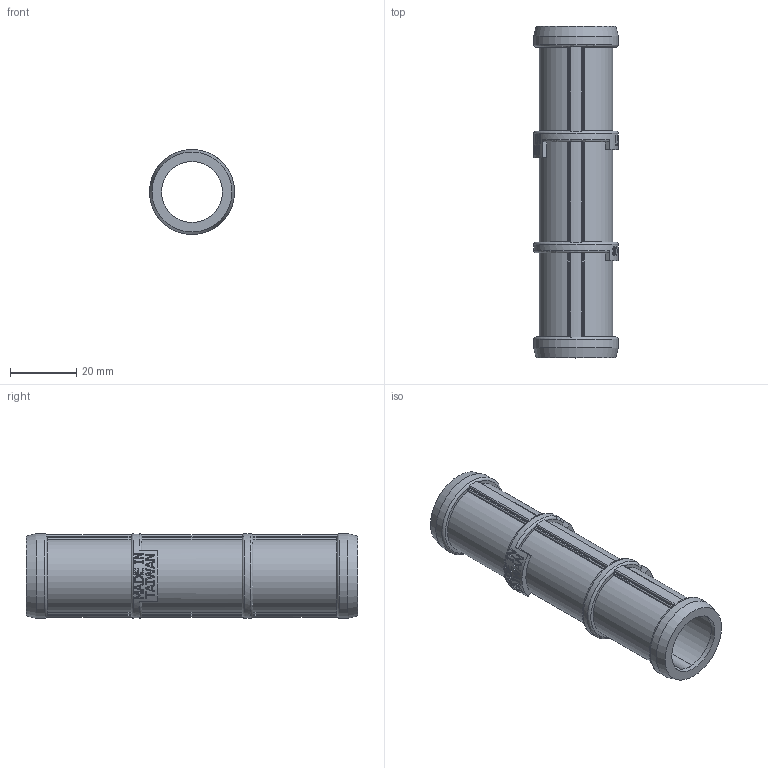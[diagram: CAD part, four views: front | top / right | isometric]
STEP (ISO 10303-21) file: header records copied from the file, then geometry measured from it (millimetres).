
FILE_DESCRIPTION(/* description */ ('3/4" LS SCREEN - 80 MESH'),/* implementation_level */ '2;1');
FILE_NAME(/* name */ 'LS780.stp',/* time_stamp */ '2020-04-30T10:09:33-04:00',/* author */ ('MEG'),/* organization */ (''),/* preprocessor_version */ 'ST-DEVELOPER v17.2',/* originating_system */ 'Autodesk Inventor 2019',/* authorisation */ '');
FILE_SCHEMA (('AUTOMOTIVE_DESIGN { 1 0 10303 214 3 1 1 }'));
Products named in the file (1): LS780
Bounding box: 25.65 x 100.33 x 25.65 mm (x, y, z)
Volume: 8332.6 mm3; surface area: 15517.6 mm2
Topology: 1 solids, 1 shells, 452 faces, 1263 edges, 844 vertices
Faces by surface type: plane 207, bspline 144, cylinder 92, torus 7, cone 2
Full cylindrical faces by diameter (mm): 18.415 x1, 22.225 x1, 25.654 x4
Entity records: 42094 total; most frequent: CARTESIAN_POINT 31286, ORIENTED_EDGE 2526, DIRECTION 1793, EDGE_CURVE 1263, VERTEX_POINT 844, AXIS2_PLACEMENT_3D 620, LINE 553, VECTOR 553
